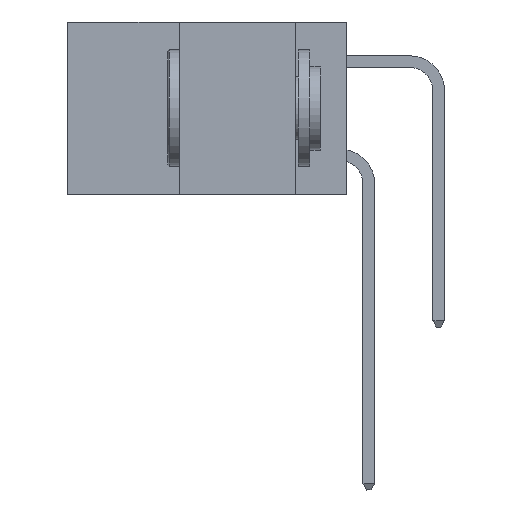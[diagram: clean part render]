
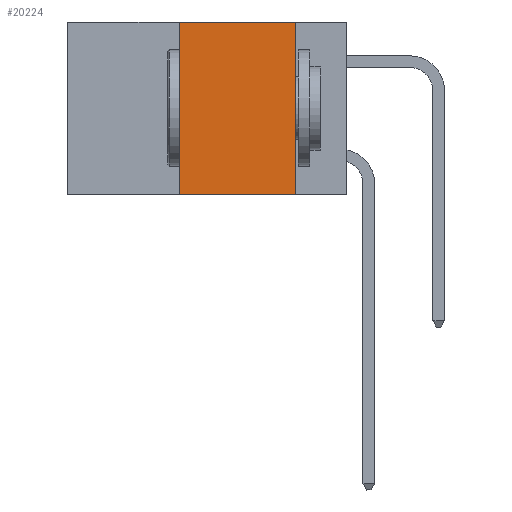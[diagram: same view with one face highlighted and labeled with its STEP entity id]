
A CAD part, left-side view. The second image highlights one B-rep face of the part: STEP entity #20224.
In plain terms, the highlighted planar face has unit normal (-1, 0, 0).
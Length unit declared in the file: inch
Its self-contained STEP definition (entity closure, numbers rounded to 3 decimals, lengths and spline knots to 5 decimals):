
#149 = CARTESIAN_POINT ( 'NONE',  ( 0., 0.6, -0.37 ) ) ;
#527 = PLANE ( 'NONE',  #22263 ) ;
#882 = EDGE_CURVE ( 'NONE', #42914, #18920, #14940, .T. ) ;
#1265 = EDGE_CURVE ( 'NONE', #18920, #15607, #27046, .T. ) ;
#2650 = ORIENTED_EDGE ( 'NONE', *, *, #5993, .T. ) ;
#5993 = EDGE_CURVE ( 'NONE', #25419, #15607, #23526, .T. ) ;
#6875 = VECTOR ( 'NONE', #22237, 39.37008 ) ;
#8647 = EDGE_CURVE ( 'NONE', #25419, #42914, #15917, .T. ) ;
#8951 = ORIENTED_EDGE ( 'NONE', *, *, #8647, .F. ) ;
#10636 = DIRECTION ( 'NONE',  ( 0., -1., 0. ) ) ;
#10763 = ORIENTED_EDGE ( 'NONE', *, *, #882, .F. ) ;
#14302 = DIRECTION ( 'NONE',  ( 1., 0., 0. ) ) ;
#14940 = LINE ( 'NONE', #41561, #24425 ) ;
#15607 = VERTEX_POINT ( 'NONE', #23395 ) ;
#15917 = LINE ( 'NONE', #32156, #6875 ) ;
#15968 = VECTOR ( 'NONE', #26370, 39.37008 ) ;
#18920 = VERTEX_POINT ( 'NONE', #41075 ) ;
#20224 = ADVANCED_FACE ( 'NONE', ( #37837 ), #527, .F. ) ;
#22237 = DIRECTION ( 'NONE',  ( 0., 0., 1. ) ) ;
#22263 = AXIS2_PLACEMENT_3D ( 'NONE', #24225, #14302, #38246 ) ;
#23395 = CARTESIAN_POINT ( 'NONE',  ( 0., 0.11, -0.37 ) ) ;
#23526 = LINE ( 'NONE', #149, #32532 ) ;
#24225 = CARTESIAN_POINT ( 'NONE',  ( 0., 0.6, 0. ) ) ;
#24425 = VECTOR ( 'NONE', #10636, 39.37008 ) ;
#25419 = VERTEX_POINT ( 'NONE', #42582 ) ;
#25605 = EDGE_LOOP ( 'NONE', ( #31950, #10763, #8951, #2650 ) ) ;
#26370 = DIRECTION ( 'NONE',  ( 0., 0., -1. ) ) ;
#27046 = LINE ( 'NONE', #32920, #15968 ) ;
#29099 = CARTESIAN_POINT ( 'NONE',  ( 0., 0.36, 0. ) ) ;
#31950 = ORIENTED_EDGE ( 'NONE', *, *, #1265, .F. ) ;
#32156 = CARTESIAN_POINT ( 'NONE',  ( 0., 0.36, 0. ) ) ;
#32532 = VECTOR ( 'NONE', #37720, 39.37008 ) ;
#32920 = CARTESIAN_POINT ( 'NONE',  ( 0., 0.11, 0. ) ) ;
#37720 = DIRECTION ( 'NONE',  ( 0., -1., 0. ) ) ;
#37837 = FACE_OUTER_BOUND ( 'NONE', #25605, .T. ) ;
#38246 = DIRECTION ( 'NONE',  ( 0., 0., -1. ) ) ;
#41075 = CARTESIAN_POINT ( 'NONE',  ( 0., 0.11, 0. ) ) ;
#41561 = CARTESIAN_POINT ( 'NONE',  ( 0., 0.6, 0. ) ) ;
#42582 = CARTESIAN_POINT ( 'NONE',  ( 0., 0.36, -0.37 ) ) ;
#42914 = VERTEX_POINT ( 'NONE', #29099 ) ;
